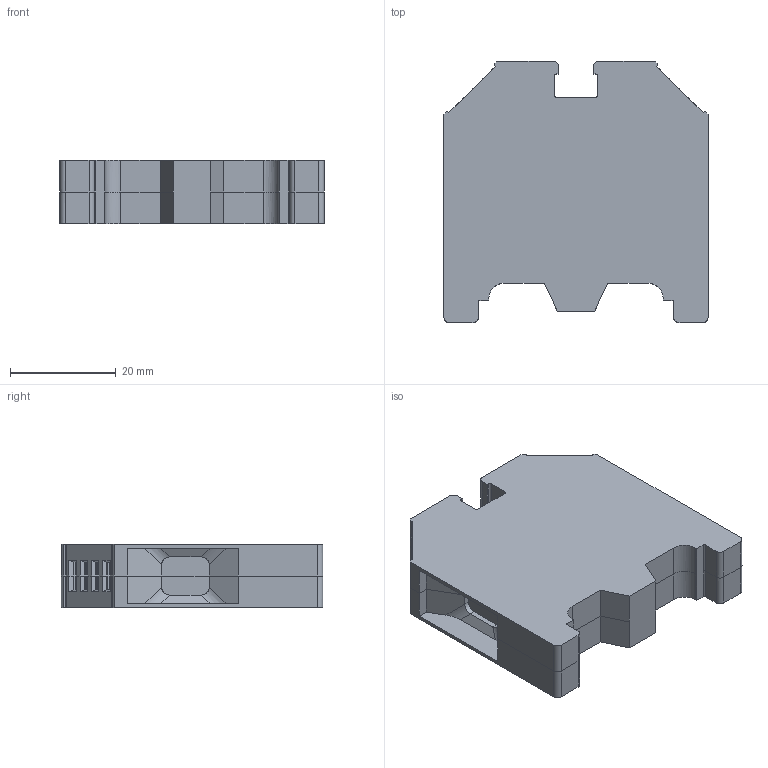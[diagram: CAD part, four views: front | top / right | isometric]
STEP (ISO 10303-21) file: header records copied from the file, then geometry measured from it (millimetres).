
FILE_DESCRIPTION(/* description */ (''),/* implementation_level */ '2;1');
FILE_NAME(/* name */ '1533_SL_16_35_N.stp',/* time_stamp */ '2022-01-29T11:38:31+01:00',/* author */ (''),/* organization */ (''),/* preprocessor_version */ 'ST-DEVELOPER v16.7',/* originating_system */ 'SIEMENS PLM Software NX 12.0',/* authorisation */ '');
FILE_SCHEMA (('AUTOMOTIVE_DESIGN { 1 0 10303 214 3 1 1 1 }'));
Length unit declared in the file: millimetre
Products named in the file (1): 1533_SL_16_35_N
Bounding box: 50 x 49.5 x 12 mm (x, y, z)
Volume: 22597 mm3; surface area: 7835.7 mm2
Topology: 1 solids, 1 shells, 358 faces, 912 edges, 558 vertices
Faces by surface type: plane 274, cylinder 84
Full cylindrical faces by diameter (mm): 6.3 x2
Entity records: 10758 total; most frequent: CARTESIAN_POINT 2407, ORIENTED_EDGE 1816, DIRECTION 1572, EDGE_CURVE 908, LINE 658, VECTOR 658, VERTEX_POINT 556, AXIS2_PLACEMENT_3D 457
